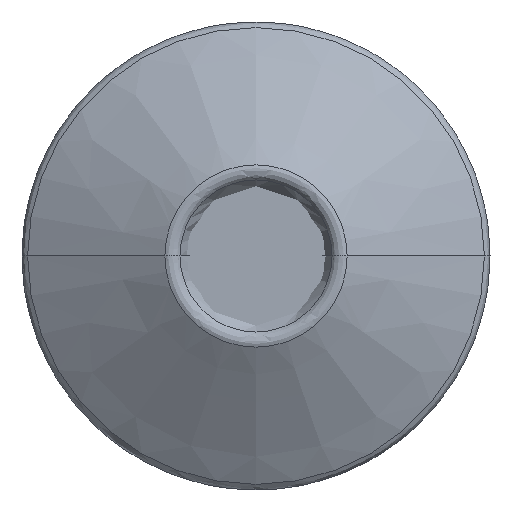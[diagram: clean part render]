
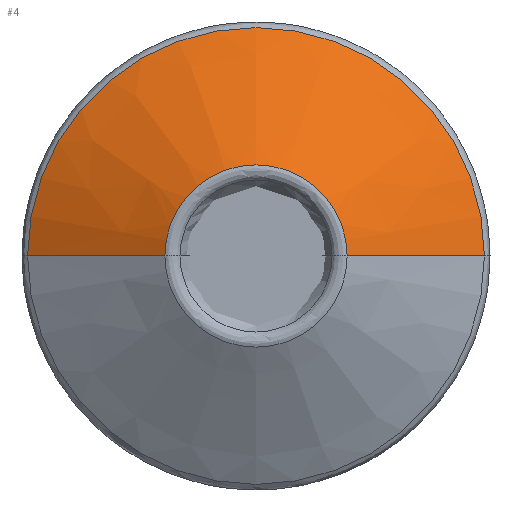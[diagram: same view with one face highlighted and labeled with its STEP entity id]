
A CAD part, left-side view. The second image highlights one B-rep face of the part: STEP entity #4.
In plain terms, the highlighted free-form (B-spline) face has degree [5, 3] with [6, 4] control points.
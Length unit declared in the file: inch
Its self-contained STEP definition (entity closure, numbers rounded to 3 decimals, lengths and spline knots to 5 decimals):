
#4 = ADVANCED_FACE ( 'NONE', ( #306 ), #1239, .F. ) ;
#16 = CARTESIAN_POINT ( 'NONE',  ( 0., 0.25, 0. ) ) ;
#160 = CARTESIAN_POINT ( 'NONE',  ( 0.21735, -0.62637, 1.25273 ) ) ;
#169 = CARTESIAN_POINT ( 'NONE',  ( 0.17405, -0.55099, 1.10199 ) ) ;
#179 = CARTESIAN_POINT ( 'NONE',  ( 0.08726, 0.40036, 0.80073 ) ) ;
#198 = CARTESIAN_POINT ( 'NONE',  ( 0., -0.25, 0. ) ) ;
#288 = ORIENTED_EDGE ( 'NONE', *, *, #524, .T. ) ;
#296 = CARTESIAN_POINT ( 'NONE',  ( 0.08726, 0.40036, 0. ) ) ;
#306 = FACE_OUTER_BOUND ( 'NONE', #1538, .T. ) ;
#415 = ORIENTED_EDGE ( 'NONE', *, *, #2032, .F. ) ;
#442 = AXIS2_PLACEMENT_3D ( 'NONE', #1468, #993, #680 ) ;
#465 = CARTESIAN_POINT ( 'NONE',  ( 0.13072, 0.47564, 0. ) ) ;
#478 = CARTESIAN_POINT ( 'NONE',  ( 0.04391, -0.32502, 0. ) ) ;
#487 = CARTESIAN_POINT ( 'NONE',  ( 0., 0., 0. ) ) ;
#489 = CARTESIAN_POINT ( 'NONE',  ( 0.21735, -0.62637, 0. ) ) ;
#517 = B_SPLINE_CURVE_WITH_KNOTS ( 'NONE', 5,
 ( #198, #1501, #702, #1461, #1801, #1180 ),
 .UNSPECIFIED., .F., .F.,
 ( 6, 6 ),
 ( 0., 1. ),
 .UNSPECIFIED. ) ;
#524 = EDGE_CURVE ( 'NONE', #963, #1268, #1327, .T. ) ;
#574 = CIRCLE ( 'NONE', #1807, 0.25 ) ;
#632 = CARTESIAN_POINT ( 'NONE',  ( 0.08726, -0.40036, 0. ) ) ;
#641 = CARTESIAN_POINT ( 'NONE',  ( 0.13072, 0.47564, 0.95128 ) ) ;
#651 = DIRECTION ( 'NONE',  ( 0., 1., 0. ) ) ;
#661 = ORIENTED_EDGE ( 'NONE', *, *, #1161, .F. ) ;
#674 = ORIENTED_EDGE ( 'NONE', *, *, #1689, .T. ) ;
#680 = DIRECTION ( 'NONE',  ( 0., 1., 0. ) ) ;
#702 = CARTESIAN_POINT ( 'NONE',  ( 0.08726, -0.40036, 0. ) ) ;
#769 = CARTESIAN_POINT ( 'NONE',  ( 0.04391, 0.32502, 0.65004 ) ) ;
#777 = CARTESIAN_POINT ( 'NONE',  ( 0.13072, 0.47564, 0. ) ) ;
#786 = CARTESIAN_POINT ( 'NONE',  ( 0.17405, 0.55099, 1.10199 ) ) ;
#887 = CARTESIAN_POINT ( 'NONE',  ( 0., 0.25, 0. ) ) ;
#926 = CARTESIAN_POINT ( 'NONE',  ( 0.04391, 0.32502, 0. ) ) ;
#963 = VERTEX_POINT ( 'NONE', #2004 ) ;
#981 = B_SPLINE_CURVE_WITH_KNOTS ( 'NONE', 5,
 ( #887, #926, #1091, #465, #1561, #1881 ),
 .UNSPECIFIED., .F., .F.,
 ( 6, 6 ),
 ( 0., 1. ),
 .UNSPECIFIED. ) ;
#993 = DIRECTION ( 'NONE',  ( -1., 0., 0. ) ) ;
#1076 = CARTESIAN_POINT ( 'NONE',  ( 0.21735, 0.62637, 0. ) ) ;
#1091 = CARTESIAN_POINT ( 'NONE',  ( 0.08726, 0.40036, 0. ) ) ;
#1097 = CARTESIAN_POINT ( 'NONE',  ( 0.13072, -0.47564, 0. ) ) ;
#1117 = CARTESIAN_POINT ( 'NONE',  ( 0.08726, -0.40036, 0.80073 ) ) ;
#1146 = VERTEX_POINT ( 'NONE', #1558 ) ;
#1161 = EDGE_CURVE ( 'NONE', #1146, #1445, #574, .T. ) ;
#1180 = CARTESIAN_POINT ( 'NONE',  ( 0.21735, -0.62637, 0. ) ) ;
#1239 =( BOUNDED_SURFACE ( )  B_SPLINE_SURFACE ( 5, 3, ( 
 ( #16, #2050, #2039, #1928 ),
 ( #1727, #769, #1436, #478 ),
 ( #296, #179, #1117, #632 ),
 ( #777, #641, #1908, #1097 ),
 ( #1273, #786, #169, #1283 ),
 ( #1076, #1255, #160, #489 ) ),
 .UNSPECIFIED., .F., .F., .T. ) 
 B_SPLINE_SURFACE_WITH_KNOTS ( ( 6, 6 ),
 ( 4, 4 ),
 ( 0., 1. ),
 ( 0., 1. ),
 .UNSPECIFIED. ) 
 GEOMETRIC_REPRESENTATION_ITEM ( )  RATIONAL_B_SPLINE_SURFACE ( (
 ( 1., 0.333, 0.333, 1.),
 ( 1., 0.333, 0.333, 1.),
 ( 1., 0.333, 0.333, 1.),
 ( 1., 0.333, 0.333, 1.),
 ( 1., 0.333, 0.333, 1.),
 ( 1., 0.333, 0.333, 1.) ) ) 
 REPRESENTATION_ITEM ( '' )  SURFACE ( )  );
#1255 = CARTESIAN_POINT ( 'NONE',  ( 0.21735, 0.62637, 1.25273 ) ) ;
#1268 = VERTEX_POINT ( 'NONE', #1812 ) ;
#1273 = CARTESIAN_POINT ( 'NONE',  ( 0.17405, 0.55099, 0. ) ) ;
#1283 = CARTESIAN_POINT ( 'NONE',  ( 0.17405, -0.55099, 0. ) ) ;
#1327 = CIRCLE ( 'NONE', #442, 0.62637 ) ;
#1436 = CARTESIAN_POINT ( 'NONE',  ( 0.04391, -0.32502, 0.65004 ) ) ;
#1445 = VERTEX_POINT ( 'NONE', #2025 ) ;
#1461 = CARTESIAN_POINT ( 'NONE',  ( 0.13072, -0.47564, 0. ) ) ;
#1468 = CARTESIAN_POINT ( 'NONE',  ( 0.21735, 0., 0. ) ) ;
#1501 = CARTESIAN_POINT ( 'NONE',  ( 0.04391, -0.32502, 0. ) ) ;
#1538 = EDGE_LOOP ( 'NONE', ( #661, #674, #288, #415 ) ) ;
#1558 = CARTESIAN_POINT ( 'NONE',  ( 0., -0.25, 0. ) ) ;
#1561 = CARTESIAN_POINT ( 'NONE',  ( 0.17405, 0.55099, 0. ) ) ;
#1689 = EDGE_CURVE ( 'NONE', #1146, #963, #517, .T. ) ;
#1727 = CARTESIAN_POINT ( 'NONE',  ( 0.04391, 0.32502, 0. ) ) ;
#1801 = CARTESIAN_POINT ( 'NONE',  ( 0.17405, -0.55099, 0. ) ) ;
#1807 = AXIS2_PLACEMENT_3D ( 'NONE', #487, #2042, #651 ) ;
#1812 = CARTESIAN_POINT ( 'NONE',  ( 0.21735, 0.62637, 0. ) ) ;
#1881 = CARTESIAN_POINT ( 'NONE',  ( 0.21735, 0.62637, 0. ) ) ;
#1908 = CARTESIAN_POINT ( 'NONE',  ( 0.13072, -0.47564, 0.95128 ) ) ;
#1928 = CARTESIAN_POINT ( 'NONE',  ( 0., -0.25, 0. ) ) ;
#2004 = CARTESIAN_POINT ( 'NONE',  ( 0.21735, -0.62637, 0. ) ) ;
#2025 = CARTESIAN_POINT ( 'NONE',  ( 0., 0.25, 0. ) ) ;
#2032 = EDGE_CURVE ( 'NONE', #1445, #1268, #981, .T. ) ;
#2039 = CARTESIAN_POINT ( 'NONE',  ( 0., -0.25, 0.5 ) ) ;
#2042 = DIRECTION ( 'NONE',  ( -1., 0., 0. ) ) ;
#2050 = CARTESIAN_POINT ( 'NONE',  ( 0., 0.25, 0.5 ) ) ;
